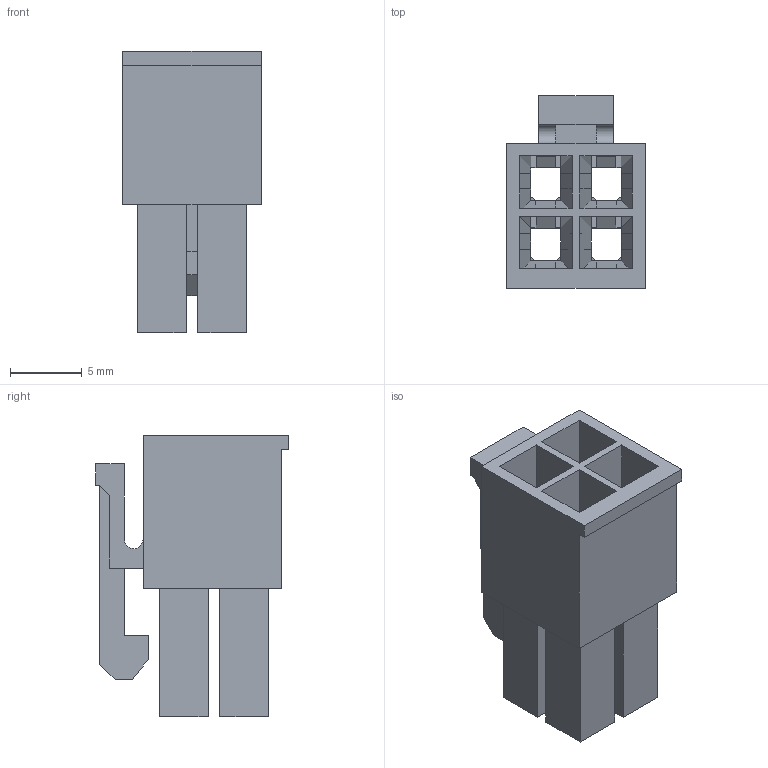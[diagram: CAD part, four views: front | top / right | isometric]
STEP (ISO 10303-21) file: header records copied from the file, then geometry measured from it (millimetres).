
FILE_DESCRIPTION( ( 'Unknown' ), '1' );
FILE_NAME( '649004113322.stp', 'Unknown', ( 'Unknown' ), ( 'Unknown' ), 'PSStep 14.0', 'Unknown', ' ' );
FILE_SCHEMA( ( 'AUTOMOTIVE_DESIGN { 1 0 10303 214 1 1 1 1 }' ) );
Length unit declared in the file: millimetre
Products named in the file (1): 1
Bounding box: 9.6 x 13.4 x 19.6 mm (x, y, z)
Volume: 842.8 mm3; surface area: 2184.7 mm2
Topology: 1 solids, 1 shells, 264 faces, 692 edges, 434 vertices
Faces by surface type: plane 262, cylinder 2
Entity records: 9992 total; most frequent: CARTESIAN_POINT 1391, ORIENTED_EDGE 1384, DIRECTION 1226, EDGE_CURVE 692, LINE 688, VECTOR 688, VERTEX_POINT 434, EDGE_LOOP 278
